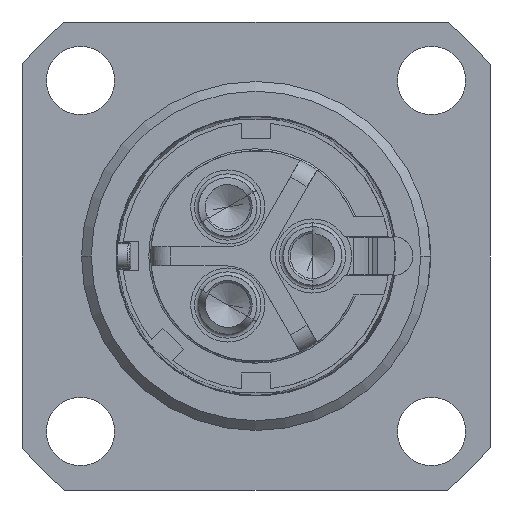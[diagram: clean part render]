
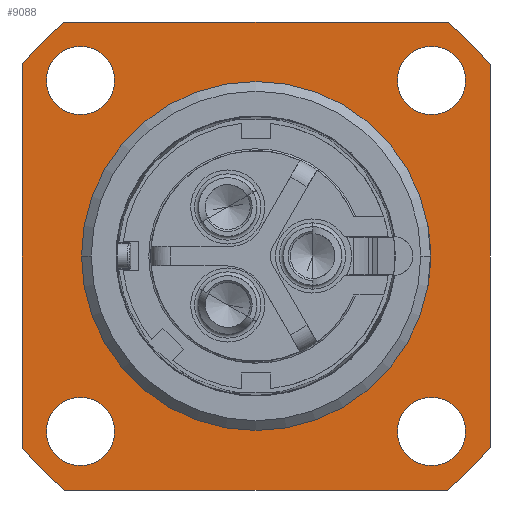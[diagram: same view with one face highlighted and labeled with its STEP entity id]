
A CAD part, left-side view. The second image highlights one B-rep face of the part: STEP entity #9088.
In plain terms, the highlighted planar face has unit normal (-1, 0, 0).
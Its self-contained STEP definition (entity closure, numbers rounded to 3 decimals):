
#2169=CARTESIAN_POINT('',(5.5,12.,-12.));
#2170=DIRECTION('',(-1.,0.,0.));
#2171=DIRECTION('',(0.,1.,0.));
#2172=AXIS2_PLACEMENT_3D('',#2169,#2170,#2171);
#2222=CARTESIAN_POINT('',(5.5,12.,-12.));
#2223=DIRECTION('',(-1.,0.,0.));
#2224=DIRECTION('',(0.,-1.,0.));
#2225=AXIS2_PLACEMENT_3D('',#2222,#2223,#2224);
#2601=DIRECTION('',(0.,0.,1.));
#2602=VECTOR('',#2601,19.621);
#2603=CARTESIAN_POINT('',(5.5,0.,-21.811));
#2604=LINE('583',#2603,#2602);
#2605=CARTESIAN_POINT('',(5.5,12.,-12.));
#2606=DIRECTION('',(-1.,0.,0.));
#2607=DIRECTION('',(0.,-0.633,-0.774));
#2608=AXIS2_PLACEMENT_3D('',#2605,#2606,#2607);
#2610=DIRECTION('',(0.,-1.,0.));
#2611=VECTOR('',#2610,19.621);
#2612=CARTESIAN_POINT('',(5.5,21.811,-24.));
#2613=LINE('585',#2612,#2611);
#2614=CARTESIAN_POINT('',(5.5,12.,-12.));
#2615=DIRECTION('',(-1.,0.,0.));
#2616=DIRECTION('',(0.,0.774,-0.633));
#2617=AXIS2_PLACEMENT_3D('',#2614,#2615,#2616);
#2619=DIRECTION('',(0.,0.,-1.));
#2620=VECTOR('',#2619,19.621);
#2621=CARTESIAN_POINT('',(5.5,24.,-2.189));
#2622=LINE('587',#2621,#2620);
#2623=CARTESIAN_POINT('',(5.5,12.,-12.));
#2624=DIRECTION('',(-1.,0.,0.));
#2625=DIRECTION('',(0.,0.633,0.774));
#2626=AXIS2_PLACEMENT_3D('',#2623,#2624,#2625);
#2628=DIRECTION('',(0.,1.,0.));
#2629=VECTOR('',#2628,19.621);
#2630=CARTESIAN_POINT('',(5.5,2.189,0.));
#2631=LINE('589',#2630,#2629);
#2632=CARTESIAN_POINT('',(5.5,12.,-12.));
#2633=DIRECTION('',(-1.,0.,0.));
#2634=DIRECTION('',(0.,-0.774,0.633));
#2635=AXIS2_PLACEMENT_3D('',#2632,#2633,#2634);
#2637=CARTESIAN_POINT('',(5.5,21.,-3.));
#2638=DIRECTION('',(-1.,0.,0.));
#2639=DIRECTION('',(0.,0.,-1.));
#2640=AXIS2_PLACEMENT_3D('',#2637,#2638,#2639);
#2642=CARTESIAN_POINT('',(5.5,21.,-3.));
#2643=DIRECTION('',(-1.,0.,0.));
#2644=DIRECTION('',(0.,0.,1.));
#2645=AXIS2_PLACEMENT_3D('',#2642,#2643,#2644);
#2647=CARTESIAN_POINT('',(5.5,21.,-21.));
#2648=DIRECTION('',(-1.,0.,0.));
#2649=DIRECTION('',(0.,0.,-1.));
#2650=AXIS2_PLACEMENT_3D('',#2647,#2648,#2649);
#2652=CARTESIAN_POINT('',(5.5,21.,-21.));
#2653=DIRECTION('',(-1.,0.,0.));
#2654=DIRECTION('',(0.,0.,1.));
#2655=AXIS2_PLACEMENT_3D('',#2652,#2653,#2654);
#2657=CARTESIAN_POINT('',(5.5,3.,-21.));
#2658=DIRECTION('',(-1.,0.,0.));
#2659=DIRECTION('',(0.,0.,-1.));
#2660=AXIS2_PLACEMENT_3D('',#2657,#2658,#2659);
#2662=CARTESIAN_POINT('',(5.5,3.,-21.));
#2663=DIRECTION('',(-1.,0.,0.));
#2664=DIRECTION('',(0.,0.,1.));
#2665=AXIS2_PLACEMENT_3D('',#2662,#2663,#2664);
#2667=CARTESIAN_POINT('',(5.5,3.,-3.));
#2668=DIRECTION('',(-1.,0.,0.));
#2669=DIRECTION('',(0.,0.,-1.));
#2670=AXIS2_PLACEMENT_3D('',#2667,#2668,#2669);
#2672=CARTESIAN_POINT('',(5.5,3.,-3.));
#2673=DIRECTION('',(-1.,0.,0.));
#2674=DIRECTION('',(0.,0.,1.));
#2675=AXIS2_PLACEMENT_3D('',#2672,#2673,#2674);
#4310=CARTESIAN_POINT('',(5.5,0.,-21.811));
#4311=CARTESIAN_POINT('',(5.5,0.,-2.189));
#4312=VERTEX_POINT('',#4310);
#4313=VERTEX_POINT('',#4311);
#4314=CARTESIAN_POINT('',(5.5,2.189,-24.));
#4315=VERTEX_POINT('',#4314);
#4316=CARTESIAN_POINT('',(5.5,21.811,-24.));
#4317=VERTEX_POINT('',#4316);
#4318=CARTESIAN_POINT('',(5.5,24.,-21.811));
#4319=VERTEX_POINT('',#4318);
#4320=CARTESIAN_POINT('',(5.5,24.,-2.189));
#4321=VERTEX_POINT('',#4320);
#4322=CARTESIAN_POINT('',(5.5,21.811,0.));
#4323=VERTEX_POINT('',#4322);
#4324=CARTESIAN_POINT('',(5.5,2.189,0.));
#4325=VERTEX_POINT('',#4324);
#4330=CARTESIAN_POINT('',(5.5,3.05,-12.));
#4331=CARTESIAN_POINT('',(5.5,20.95,-12.));
#4332=VERTEX_POINT('',#4330);
#4333=VERTEX_POINT('',#4331);
#4366=CARTESIAN_POINT('',(5.5,21.,-4.75));
#4367=CARTESIAN_POINT('',(5.5,21.,-1.25));
#4368=VERTEX_POINT('',#4366);
#4369=VERTEX_POINT('',#4367);
#4370=CARTESIAN_POINT('',(5.5,21.,-22.75));
#4371=CARTESIAN_POINT('',(5.5,21.,-19.25));
#4372=VERTEX_POINT('',#4370);
#4373=VERTEX_POINT('',#4371);
#4374=CARTESIAN_POINT('',(5.5,3.,-22.75));
#4375=CARTESIAN_POINT('',(5.5,3.,-19.25));
#4376=VERTEX_POINT('',#4374);
#4377=VERTEX_POINT('',#4375);
#4378=CARTESIAN_POINT('',(5.5,3.,-4.75));
#4379=CARTESIAN_POINT('',(5.5,3.,-1.25));
#4380=VERTEX_POINT('',#4378);
#4381=VERTEX_POINT('',#4379);
#9037=CARTESIAN_POINT('',(5.5,12.,-12.));
#9038=DIRECTION('',(1.,0.,0.));
#9039=DIRECTION('',(0.,0.,-1.));
#9040=AXIS2_PLACEMENT_3D('',#9037,#9038,#9039);
#9041=PLANE('267',#9040);
#9043=ORIENTED_EDGE('583',*,*,#9042,.F.);
#9045=ORIENTED_EDGE('584',*,*,#9044,.F.);
#9047=ORIENTED_EDGE('585',*,*,#9046,.F.);
#9049=ORIENTED_EDGE('586',*,*,#9048,.F.);
#9051=ORIENTED_EDGE('587',*,*,#9050,.F.);
#9053=ORIENTED_EDGE('588',*,*,#9052,.F.);
#9055=ORIENTED_EDGE('589',*,*,#9054,.F.);
#9057=ORIENTED_EDGE('590',*,*,#9056,.F.);
#9058=EDGE_LOOP('267',(#9043,#9045,#9047,#9049,#9051,#9053,#9055,#9057));
#9059=FACE_OUTER_BOUND('267',#9058,.F.);
#9061=ORIENTED_EDGE('630',*,*,#9060,.T.);
#9063=ORIENTED_EDGE('631',*,*,#9062,.T.);
#9064=EDGE_LOOP('267',(#9061,#9063));
#9065=FACE_BOUND('267',#9064,.F.);
#9067=ORIENTED_EDGE('632',*,*,#9066,.T.);
#9069=ORIENTED_EDGE('633',*,*,#9068,.T.);
#9070=EDGE_LOOP('267',(#9067,#9069));
#9071=FACE_BOUND('267',#9070,.F.);
#9073=ORIENTED_EDGE('634',*,*,#9072,.T.);
#9075=ORIENTED_EDGE('635',*,*,#9074,.T.);
#9076=EDGE_LOOP('267',(#9073,#9075));
#9077=FACE_BOUND('267',#9076,.F.);
#9079=ORIENTED_EDGE('636',*,*,#9078,.T.);
#9081=ORIENTED_EDGE('637',*,*,#9080,.T.);
#9082=EDGE_LOOP('267',(#9079,#9081));
#9083=FACE_BOUND('267',#9082,.F.);
#9084=ORIENTED_EDGE('600',*,*,#8297,.T.);
#9085=ORIENTED_EDGE('602',*,*,#8243,.T.);
#9086=EDGE_LOOP('267',(#9084,#9085));
#9087=FACE_BOUND('267',#9086,.F.);
#2173=CIRCLE('602',#2172,8.95);
#2226=CIRCLE('600',#2225,8.95);
#2609=CIRCLE('584',#2608,15.5);
#2618=CIRCLE('586',#2617,15.5);
#2627=CIRCLE('588',#2626,15.5);
#2636=CIRCLE('590',#2635,15.5);
#2641=CIRCLE('630',#2640,1.75);
#2646=CIRCLE('631',#2645,1.75);
#2651=CIRCLE('632',#2650,1.75);
#2656=CIRCLE('633',#2655,1.75);
#2661=CIRCLE('634',#2660,1.75);
#2666=CIRCLE('635',#2665,1.75);
#2671=CIRCLE('636',#2670,1.75);
#2676=CIRCLE('637',#2675,1.75);
#8243=EDGE_CURVE('602',#4333,#4332,#2173,.T.);
#8297=EDGE_CURVE('600',#4332,#4333,#2226,.T.);
#9042=EDGE_CURVE('583',#4312,#4313,#2604,.T.);
#9044=EDGE_CURVE('584',#4315,#4312,#2609,.T.);
#9046=EDGE_CURVE('585',#4317,#4315,#2613,.T.);
#9048=EDGE_CURVE('586',#4319,#4317,#2618,.T.);
#9050=EDGE_CURVE('587',#4321,#4319,#2622,.T.);
#9052=EDGE_CURVE('588',#4323,#4321,#2627,.T.);
#9054=EDGE_CURVE('589',#4325,#4323,#2631,.T.);
#9056=EDGE_CURVE('590',#4313,#4325,#2636,.T.);
#9060=EDGE_CURVE('630',#4368,#4369,#2641,.T.);
#9062=EDGE_CURVE('631',#4369,#4368,#2646,.T.);
#9066=EDGE_CURVE('632',#4372,#4373,#2651,.T.);
#9068=EDGE_CURVE('633',#4373,#4372,#2656,.T.);
#9072=EDGE_CURVE('634',#4376,#4377,#2661,.T.);
#9074=EDGE_CURVE('635',#4377,#4376,#2666,.T.);
#9078=EDGE_CURVE('636',#4380,#4381,#2671,.T.);
#9080=EDGE_CURVE('637',#4381,#4380,#2676,.T.);
#9088=ADVANCED_FACE('267',(#9059,#9065,#9071,#9077,#9083,#9087),#9041,.F.);
